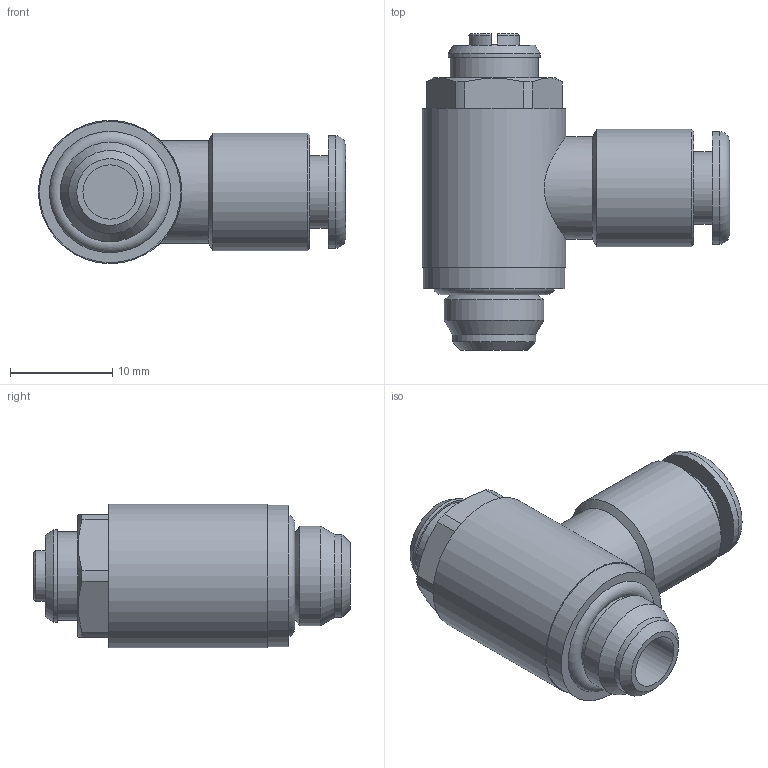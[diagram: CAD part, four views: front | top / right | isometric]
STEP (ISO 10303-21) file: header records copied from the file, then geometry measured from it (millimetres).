
FILE_DESCRIPTION(/* description */ ('Alibre Inc.'),/* implementation_level */ '2;1');
FILE_NAME(/* name */ 'export-65D95583-3064-448E-BB7D-DECF39EE645F',/* time_stamp */ '2021-05-15T15:19:49+02:00',/* author */ (''),/* organization */ (''),/* preprocessor_version */ 'ST-DEVELOPER v17',/* originating_system */ 'Alibre',/* authorisation */ '');
FILE_SCHEMA (('AUTOMOTIVE_DESIGN'));
Length unit declared in the file: millimetre
Products named in the file (1): _9001003C
Bounding box: 30 x 30.9 x 14 mm (x, y, z)
Volume: 4025.1 mm3; surface area: 2955.2 mm2
Topology: 1 solids, 1 shells, 55 faces, 124 edges, 81 vertices
Faces by surface type: plane 23, cylinder 21, cone 9, torus 2
Full cylindrical faces by diameter (mm): 5.3 x1, 6 x1, 7.1 x1, 8.111 x1, 8.4 x1, 8.6 x1, 9 x1, 9.728 x1, 10 x1, 11 x1, 11.5 x1, 13.8 x1, 14 x1
Entity records: 1753 total; most frequent: CARTESIAN_POINT 423, DIRECTION 256, ORIENTED_EDGE 248, EDGE_CURVE 124, AXIS2_PLACEMENT_3D 116, VERTEX_POINT 81, EDGE_LOOP 67, FACE_BOUND 67
